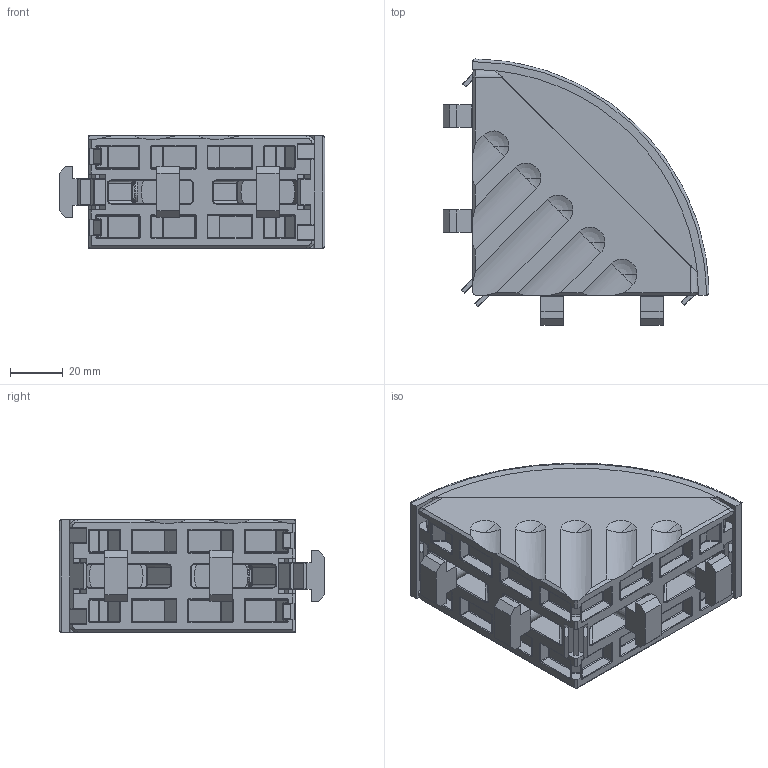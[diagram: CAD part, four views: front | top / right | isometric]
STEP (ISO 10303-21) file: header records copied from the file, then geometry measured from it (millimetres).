
FILE_DESCRIPTION((''),'2;1');
FILE_NAME('3 842 538 720 - 45x90 Gusset designLINE.iam.stp','2011-06-02T21:58:55',(''),(''),'Autodesk Inventor 2011','Autodesk Inventor 2011','');
FILE_SCHEMA(('AUTOMOTIVE_DESIGN { 1 0 10303 214 1 1 1 1 }'));
Length unit declared in the file: millimetre
Products named in the file (3): 3 842 538 720 - 45x90 Gusset designLINE; 3 842 523 570 - 45x90 Gusset with fasteners; 3 842 523 572 - 45x90 Round cover cap
Assembly tree (2 placements, depth 2):
  3 842 538 720 - 45x90 Gusset designLINE
    3 842 523 570 - 45x90 Gusset with fasteners
    3 842 523 572 - 45x90 Round cover cap
Bounding box: 101.29 x 101.29 x 43 mm (x, y, z)
Volume: 149585.3 mm3; surface area: 62375.4 mm2
Topology: 11 solids, 11 shells, 932 faces, 2227 edges, 1229 vertices
Faces by surface type: cylinder 374, plane 278, sphere 101, bspline 74, torus 56, cone 49
Entity records: 39679 total; most frequent: CARTESIAN_POINT 19183, DIRECTION 4296, ORIENTED_EDGE 4274, EDGE_CURVE 2137, AXIS2_PLACEMENT_3D 1628, VERTEX_POINT 1229, VECTOR 1040, LINE 1040
